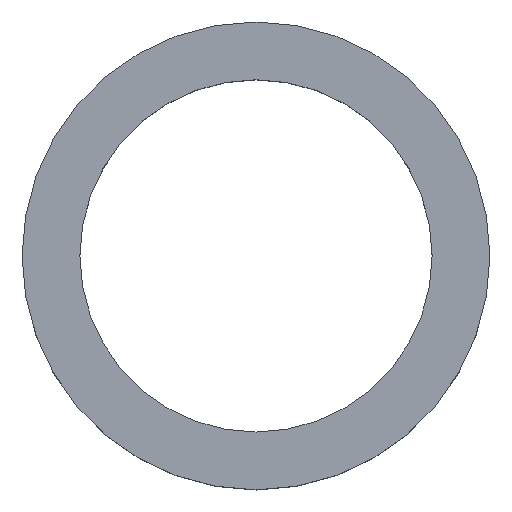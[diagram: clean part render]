
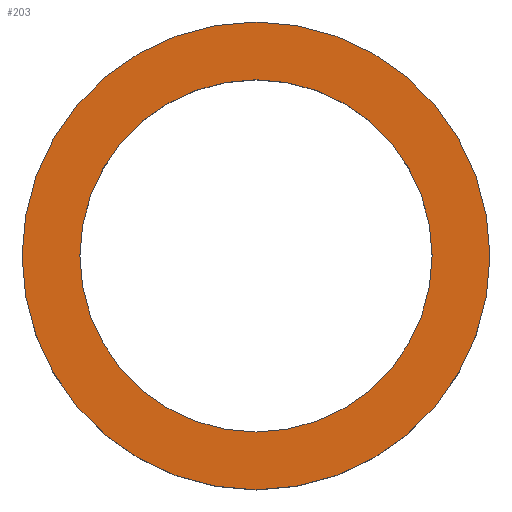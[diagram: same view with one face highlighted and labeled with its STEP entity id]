
A CAD part, top view. The second image highlights one B-rep face of the part: STEP entity #203.
In plain terms, the highlighted face is planar.
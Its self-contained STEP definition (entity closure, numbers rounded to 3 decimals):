
#1 = ORIENTED_EDGE ( 'NONE', *, *, #168, .F. ) ;
#2 = CIRCLE ( 'NONE', #72, 425. ) ;
#8 = ORIENTED_EDGE ( 'NONE', *, *, #181, .T. ) ;
#22 = CARTESIAN_POINT ( 'NONE',  ( 0., 200., 0. ) ) ;
#48 = CIRCLE ( 'NONE', #217, 425. ) ;
#54 = CIRCLE ( 'NONE', #283, 320. ) ;
#61 = DIRECTION ( 'NONE',  ( 0., 1., 0. ) ) ;
#66 = CARTESIAN_POINT ( 'NONE',  ( 0., 200., 425. ) ) ;
#72 = AXIS2_PLACEMENT_3D ( 'NONE', #189, #329, #336 ) ;
#76 = VERTEX_POINT ( 'NONE', #184 ) ;
#103 = PLANE ( 'NONE',  #265 ) ;
#113 = ORIENTED_EDGE ( 'NONE', *, *, #154, .T. ) ;
#119 = CARTESIAN_POINT ( 'NONE',  ( 0., 200., -425. ) ) ;
#125 = CARTESIAN_POINT ( 'NONE',  ( 0., 200., 0. ) ) ;
#126 = FACE_BOUND ( 'NONE', #257, .T. ) ;
#131 = FACE_OUTER_BOUND ( 'NONE', #150, .T. ) ;
#144 = AXIS2_PLACEMENT_3D ( 'NONE', #22, #229, #195 ) ;
#150 = EDGE_LOOP ( 'NONE', ( #8, #113 ) ) ;
#154 = EDGE_CURVE ( 'NONE', #198, #352, #2, .T. ) ;
#168 = EDGE_CURVE ( 'NONE', #76, #319, #54, .T. ) ;
#181 = EDGE_CURVE ( 'NONE', #352, #198, #48, .T. ) ;
#184 = CARTESIAN_POINT ( 'NONE',  ( 0., 200., -320. ) ) ;
#189 = CARTESIAN_POINT ( 'NONE',  ( 0., 200., 0. ) ) ;
#195 = DIRECTION ( 'NONE',  ( 0., 0., 1. ) ) ;
#198 = VERTEX_POINT ( 'NONE', #66 ) ;
#203 = ADVANCED_FACE ( 'NONE', ( #131, #126 ), #103, .T. ) ;
#217 = AXIS2_PLACEMENT_3D ( 'NONE', #125, #363, #226 ) ;
#220 = DIRECTION ( 'NONE',  ( 0., 1., 0. ) ) ;
#226 = DIRECTION ( 'NONE',  ( 0., 0., 1. ) ) ;
#229 = DIRECTION ( 'NONE',  ( 0., 1., 0. ) ) ;
#252 = DIRECTION ( 'NONE',  ( 0., 0., 1. ) ) ;
#257 = EDGE_LOOP ( 'NONE', ( #1, #324 ) ) ;
#265 = AXIS2_PLACEMENT_3D ( 'NONE', #337, #61, #252 ) ;
#269 = EDGE_CURVE ( 'NONE', #319, #76, #314, .T. ) ;
#273 = DIRECTION ( 'NONE',  ( 0., 0., 1. ) ) ;
#278 = CARTESIAN_POINT ( 'NONE',  ( 0., 200., 0. ) ) ;
#279 = CARTESIAN_POINT ( 'NONE',  ( 0., 200., 320. ) ) ;
#283 = AXIS2_PLACEMENT_3D ( 'NONE', #278, #220, #273 ) ;
#314 = CIRCLE ( 'NONE', #144, 320. ) ;
#319 = VERTEX_POINT ( 'NONE', #279 ) ;
#324 = ORIENTED_EDGE ( 'NONE', *, *, #269, .F. ) ;
#329 = DIRECTION ( 'NONE',  ( 0., 1., 0. ) ) ;
#336 = DIRECTION ( 'NONE',  ( 0., 0., 1. ) ) ;
#337 = CARTESIAN_POINT ( 'NONE',  ( 0., 200., 0. ) ) ;
#352 = VERTEX_POINT ( 'NONE', #119 ) ;
#363 = DIRECTION ( 'NONE',  ( 0., 1., 0. ) ) ;
